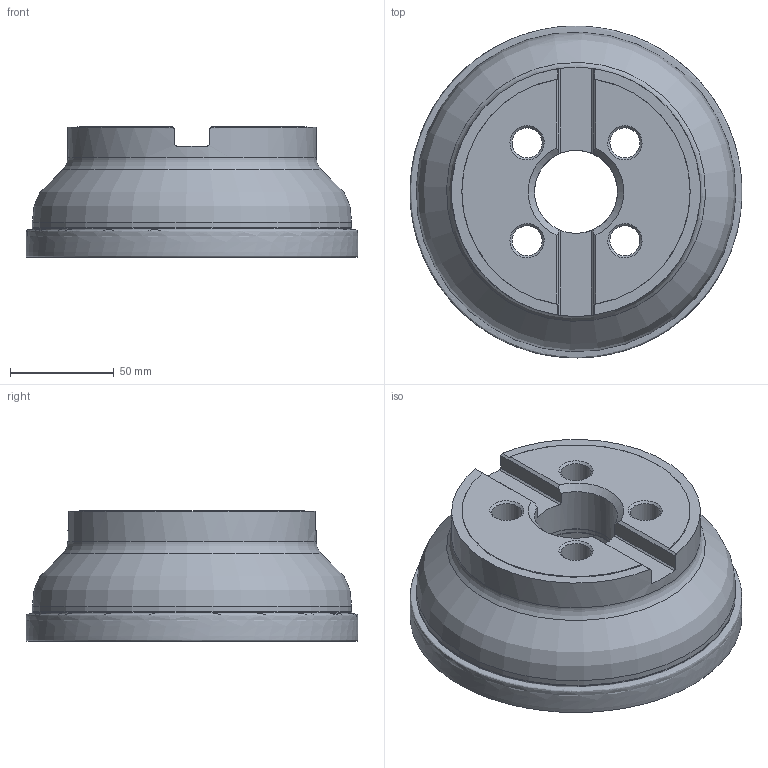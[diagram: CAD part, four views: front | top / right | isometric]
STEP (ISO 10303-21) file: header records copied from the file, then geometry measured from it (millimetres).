
FILE_DESCRIPTION(/* description */ (''),/* implementation_level */ '2;1');
FILE_NAME(/* name */ 'toolassembly_1.stp',/* time_stamp */ '2018-06-25T16:02:12+02:00',/* author */ (''),/* organization */ ('SMS'),/* preprocessor_version */ 'ST-DEVELOPER v15',/* originating_system */ 'SIEMENS PLM Software NX 8.5',/* authorisation */ '');
FILE_SCHEMA (('AUTOMOTIVE_DESIGN { 1 0 10303 214 3 1 1 1 }'));
Length unit declared in the file: millimetre
Products named in the file (4): ASSEMBLY_CONSTRUCTION; CUT_20180625160135; NOCUT_20180625160132; TOOLASSEMBLY_1
Assembly tree (3 placements, depth 2):
  TOOLASSEMBLY_1
    NOCUT_20180625160132
    CUT_20180625160135
    ASSEMBLY_CONSTRUCTION
Bounding box: 160.03 x 160.03 x 63 mm (x, y, z)
Volume: 719210.3 mm3; surface area: 96547 mm2
Topology: 2 solids, 2 shells, 59 faces, 150 edges, 115 vertices
Faces by surface type: plane 22, cone 16, cylinder 11, torus 8, revolution 1, bspline 1
Full cylindrical faces by diameter (mm): 14.5 x4, 40.013 x1, 40.3 x1, 88.5 x1, 120 x1, 154 x1
Entity records: 10442 total; most frequent: CARTESIAN_POINT 8834, DIRECTION 329, ORIENTED_EDGE 210, AXIS2_PLACEMENT_3D 150, EDGE_CURVE 105, EDGE_LOOP 102, VERTEX_POINT 84, FACE_BOUND 83
